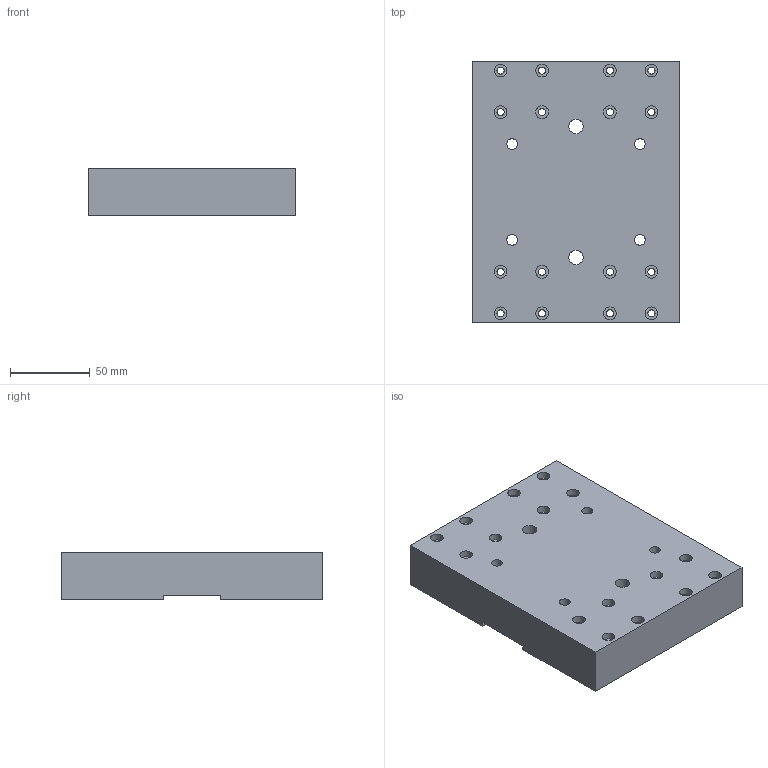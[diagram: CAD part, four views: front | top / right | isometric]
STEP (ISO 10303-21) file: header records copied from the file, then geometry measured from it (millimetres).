
FILE_DESCRIPTION(('FreeCAD Model'),'2;1');
FILE_NAME('Open CASCADE Shape Model','2024-10-12T17:37:25',(''),(''), 'Open CASCADE STEP processor 7.7','FreeCAD','Unknown');
FILE_SCHEMA(('AUTOMOTIVE_DESIGN { 1 0 10303 214 1 1 1 1 }'));
Length unit declared in the file: millimetre
Products named in the file (1): TailstockPlate
Bounding box: 130 x 164 x 30 mm (x, y, z)
Volume: 607276.9 mm3; surface area: 71627.6 mm2
Topology: 1 solids, 1 shells, 64 faces, 138 edges, 92 vertices
Faces by surface type: cylinder 38, plane 26
Full cylindrical faces by diameter (mm): 4.5 x16, 6.8 x4, 8 x16, 9 x2
Entity records: 3684 total; most frequent: DIRECTION 620, CARTESIAN_POINT 571, ORIENTED_EDGE 276, PCURVE 276, DEFINITIONAL_REPRESENTATION 276, LINE 262, VECTOR 262, CIRCLE 152
